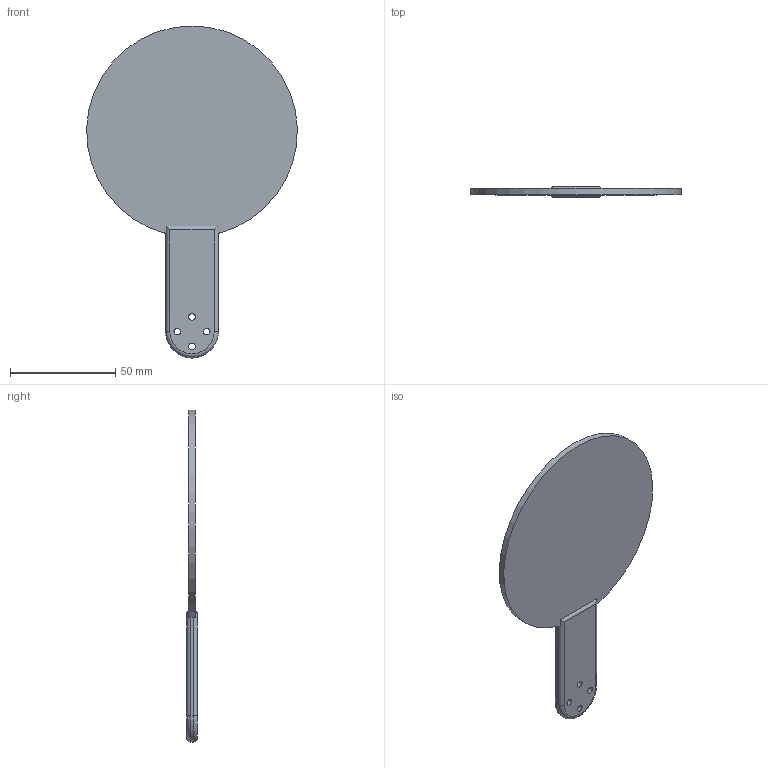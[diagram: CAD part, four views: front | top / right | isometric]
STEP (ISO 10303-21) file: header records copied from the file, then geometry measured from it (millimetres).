
FILE_DESCRIPTION(/* description */ (''),/* implementation_level */ '2;1');
FILE_NAME(/* name */ 'EndEffector.step',/* time_stamp */ '2023-03-12T16:48:44Z',/* author */ (''),/* organization */ (''),/* preprocessor_version */ 'ST-DEVELOPER v19.2',/* originating_system */ 'Autodesk Translation Framework v11.17.0.187',/* authorisation */ '');
FILE_SCHEMA (('AUTOMOTIVE_DESIGN { 1 0 10303 214 3 1 1 }'));
Length unit declared in the file: millimetre
Products named in the file (1): endEffector
Bounding box: 99.93 x 5 x 157.5 mm (x, y, z)
Volume: 29726.2 mm3; surface area: 19979 mm2
Topology: 1 solids, 1 shells, 22 faces, 53 edges, 34 vertices
Faces by surface type: cylinder 13, plane 7, torus 2
Full cylindrical faces by diameter (mm): 3.1 x4, 20 x1
Entity records: 710 total; most frequent: CARTESIAN_POINT 130, DIRECTION 119, ORIENTED_EDGE 106, EDGE_CURVE 53, AXIS2_PLACEMENT_3D 47, VERTEX_POINT 34, EDGE_LOOP 31, LINE 25
